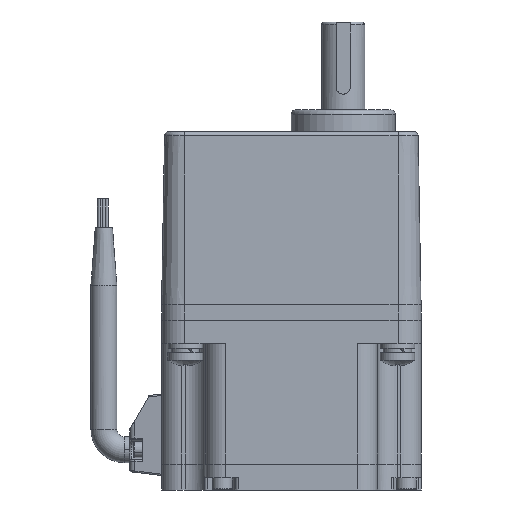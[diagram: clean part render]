
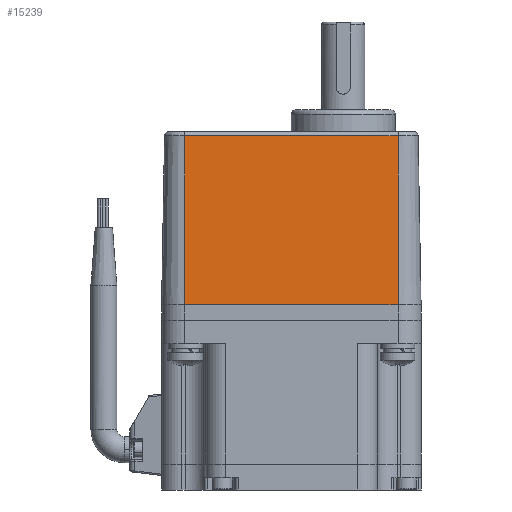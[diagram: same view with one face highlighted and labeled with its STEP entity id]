
A CAD part, front view. The second image highlights one B-rep face of the part: STEP entity #15239.
In plain terms, the highlighted face is planar.
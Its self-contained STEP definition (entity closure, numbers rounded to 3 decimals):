
#258 = LINE ( 'NONE', #4607, #18539 ) ;
#1843 = VECTOR ( 'NONE', #13701, 1000. ) ;
#2412 = CARTESIAN_POINT ( 'NONE',  ( 0., 45., 60. ) ) ;
#2687 = ORIENTED_EDGE ( 'NONE', *, *, #4510, .F. ) ;
#3308 = DIRECTION ( 'NONE',  ( 0., 0.017, 1. ) ) ;
#4017 = DIRECTION ( 'NONE',  ( -1., 0., 0. ) ) ;
#4235 = VERTEX_POINT ( 'NONE', #8617 ) ;
#4510 = EDGE_CURVE ( 'NONE', #10409, #17905, #15462, .T. ) ;
#4607 = CARTESIAN_POINT ( 'NONE',  ( -37., 45., 60. ) ) ;
#4704 = DIRECTION ( 'NONE',  ( 0., -0.017, -1. ) ) ;
#5123 = EDGE_LOOP ( 'NONE', ( #7852, #9697, #16076, #2687 ) ) ;
#5276 = VECTOR ( 'NONE', #4017, 1000. ) ;
#6018 = CARTESIAN_POINT ( 'NONE',  ( -37., 45., 60. ) ) ;
#6332 = PLANE ( 'NONE',  #9631 ) ;
#6949 = LINE ( 'NONE', #17251, #5276 ) ;
#7651 = EDGE_CURVE ( 'NONE', #17905, #4235, #258, .T. ) ;
#7686 = DIRECTION ( 'NONE',  ( 0., 1., -0.017 ) ) ;
#7852 = ORIENTED_EDGE ( 'NONE', *, *, #9739, .T. ) ;
#8152 = VERTEX_POINT ( 'NONE', #9431 ) ;
#8617 = CARTESIAN_POINT ( 'NONE',  ( -37., 43.978, 1.474 ) ) ;
#8718 = CARTESIAN_POINT ( 'NONE',  ( 37., 45., 60. ) ) ;
#9284 = VECTOR ( 'NONE', #11200, 1000. ) ;
#9311 = CARTESIAN_POINT ( 'NONE',  ( 47.885, 45., 60. ) ) ;
#9403 = FACE_OUTER_BOUND ( 'NONE', #5123, .T. ) ;
#9431 = CARTESIAN_POINT ( 'NONE',  ( 37., 43.978, 1.474 ) ) ;
#9631 = AXIS2_PLACEMENT_3D ( 'NONE', #9311, #7686, #3308 ) ;
#9697 = ORIENTED_EDGE ( 'NONE', *, *, #14061, .T. ) ;
#9739 = EDGE_CURVE ( 'NONE', #10409, #8152, #12241, .T. ) ;
#10409 = VERTEX_POINT ( 'NONE', #8718 ) ;
#11200 = DIRECTION ( 'NONE',  ( -1., 0., 0. ) ) ;
#12241 = LINE ( 'NONE', #15141, #1843 ) ;
#13701 = DIRECTION ( 'NONE',  ( 0., -0.017, -1. ) ) ;
#14061 = EDGE_CURVE ( 'NONE', #8152, #4235, #6949, .T. ) ;
#15141 = CARTESIAN_POINT ( 'NONE',  ( 37., 45., 60. ) ) ;
#15239 = ADVANCED_FACE ( 'NONE', ( #9403 ), #6332, .T. ) ;
#15462 = LINE ( 'NONE', #2412, #9284 ) ;
#16076 = ORIENTED_EDGE ( 'NONE', *, *, #7651, .F. ) ;
#17251 = CARTESIAN_POINT ( 'NONE',  ( 47.885, 43.978, 1.474 ) ) ;
#17905 = VERTEX_POINT ( 'NONE', #6018 ) ;
#18539 = VECTOR ( 'NONE', #4704, 1000. ) ;
